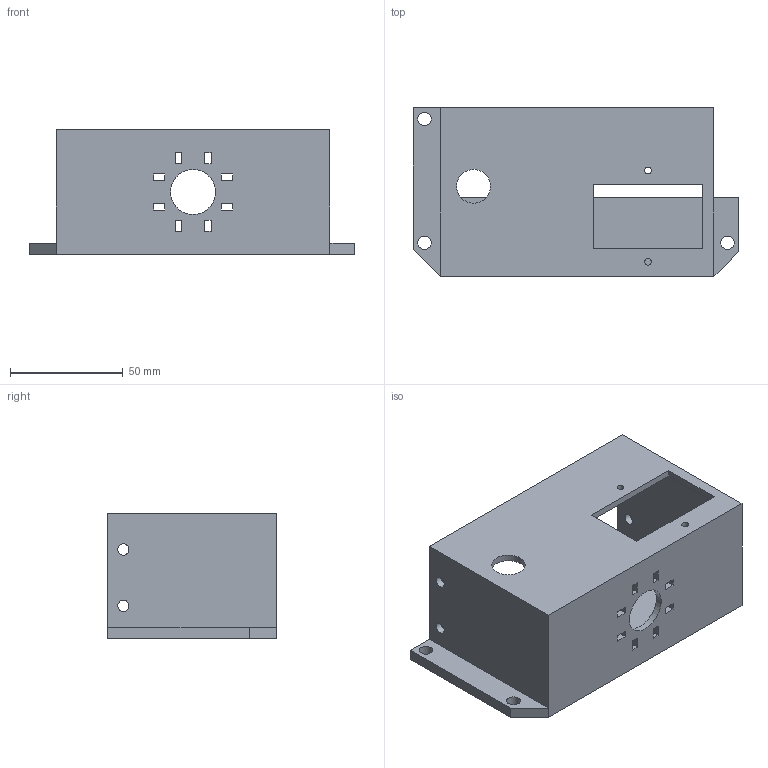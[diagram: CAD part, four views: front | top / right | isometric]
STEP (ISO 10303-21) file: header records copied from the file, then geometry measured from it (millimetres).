
FILE_DESCRIPTION(/* description */ (''),/* implementation_level */ '2;1');
FILE_NAME(/* name */ 'Hypercube PSU Holder S-350-12 v3.step',/* time_stamp */ '2017-12-30T16:30:30+00:00',/* author */ ('mattglg'),/* organization */ (''),/* preprocessor_version */ 'ST-DEVELOPER v16.13',/* originating_system */ 'Autodesk Translation Framework v6.5.0.72',/* authorisation */ '');
FILE_SCHEMA (('AUTOMOTIVE_DESIGN { 1 0 10303 214 3 1 1 }'));
Length unit declared in the file: millimetre
Products named in the file (1): Hypercube PSU Holder S-350-12 v3
Bounding box: 144.5 x 75 x 55.5 mm (x, y, z)
Volume: 78962.7 mm3; surface area: 54386.5 mm2
Topology: 1 solids, 1 shells, 66 faces, 189 edges, 125 vertices
Faces by surface type: plane 55, cylinder 11
Full cylindrical faces by diameter (mm): 3 x2, 5 x4, 6 x3, 15 x1, 20 x1
Entity records: 2244 total; most frequent: CARTESIAN_POINT 381, ORIENTED_EDGE 378, DIRECTION 345, EDGE_CURVE 189, LINE 167, VECTOR 167, VERTEX_POINT 125, EDGE_LOOP 106
